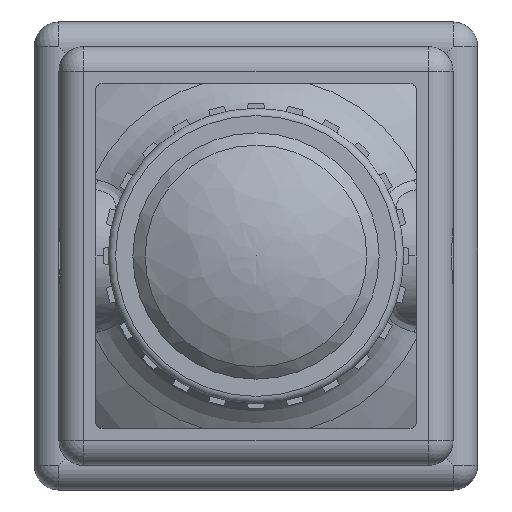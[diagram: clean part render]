
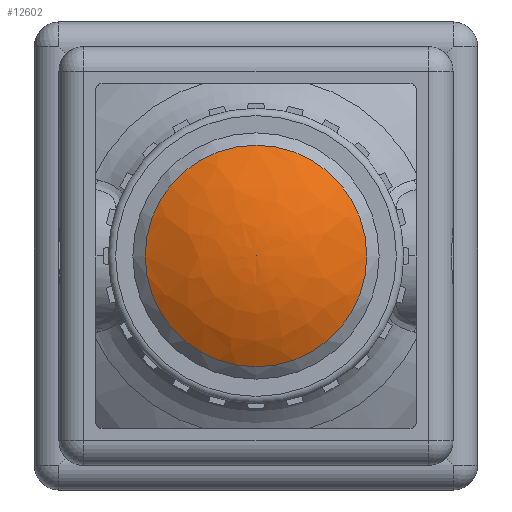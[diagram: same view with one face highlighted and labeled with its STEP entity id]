
A CAD part, front view. The second image highlights one B-rep face of the part: STEP entity #12602.
In plain terms, the highlighted free-form (B-spline) face has degree [2, 2] with [3, 9] control points.
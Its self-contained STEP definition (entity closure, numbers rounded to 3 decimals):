
#46=(
BOUNDED_SURFACE()
B_SPLINE_SURFACE(2,2,((#22559,#22560,#22561,#22562,#22563,#22564,#22565,
#22566,#22567),(#22568,#22569,#22570,#22571,#22572,#22573,#22574,#22575,
#22576),(#22577,#22578,#22579,#22580,#22581,#22582,#22583,#22584,#22585)),
 .UNSPECIFIED.,.F.,.T.,.F.)
B_SPLINE_SURFACE_WITH_KNOTS((3,3),(3,2,2,2,3),(-1.576,-1.036),
(-3.142,-1.571,0.,1.571,3.142),
 .UNSPECIFIED.)
GEOMETRIC_REPRESENTATION_ITEM()
RATIONAL_B_SPLINE_SURFACE(((1.,0.707,1.,0.707,1.,
0.707,1.,0.707,1.),(0.964,0.682,
0.964,0.682,0.964,0.682,
0.964,0.682,0.964),(1.,0.707,
1.,0.707,1.,0.707,1.,0.707,1.)))
REPRESENTATION_ITEM('')
SURFACE()
);
#3415=FACE_OUTER_BOUND('',#4220,.T.);
#4220=EDGE_LOOP('',(#10845,#10846,#10847));
#5084=CIRCLE('',#13968,4.497);
#5085=CIRCLE('',#13969,8.744);
#6045=VERTEX_POINT('',#22586);
#6046=VERTEX_POINT('',#22588);
#7701=EDGE_CURVE('',#6045,#6045,#5084,.T.);
#7702=EDGE_CURVE('',#6045,#6046,#5085,.T.);
#10845=ORIENTED_EDGE('',*,*,#7701,.F.);
#10846=ORIENTED_EDGE('',*,*,#7702,.T.);
#10847=ORIENTED_EDGE('',*,*,#7702,.F.);
#12602=ADVANCED_FACE('',(#3415),#46,.F.);
#13968=AXIS2_PLACEMENT_3D('',#22587,#17088,#17089);
#13969=AXIS2_PLACEMENT_3D('',#22589,#17090,#17091);
#17088=DIRECTION('center_axis',(0.,1.,0.));
#17089=DIRECTION('ref_axis',(1.,0.,0.));
#17090=DIRECTION('center_axis',(-1.,0.,0.));
#17091=DIRECTION('ref_axis',(0.,0.,-1.));
#22559=CARTESIAN_POINT('Ctrl Pts',(0.,-1.219,0.));
#22560=CARTESIAN_POINT('Ctrl Pts',(0.,-1.219,
0.));
#22561=CARTESIAN_POINT('Ctrl Pts',(0.,-1.219,
0.));
#22562=CARTESIAN_POINT('Ctrl Pts',(0.,-1.219,
0.));
#22563=CARTESIAN_POINT('Ctrl Pts',(0.,-1.219,0.));
#22564=CARTESIAN_POINT('Ctrl Pts',(0.,-1.219,
0.));
#22565=CARTESIAN_POINT('Ctrl Pts',(0.,-1.219,
0.));
#22566=CARTESIAN_POINT('Ctrl Pts',(0.,-1.219,
0.));
#22567=CARTESIAN_POINT('Ctrl Pts',(0.,-1.219,0.));
#22568=CARTESIAN_POINT('Ctrl Pts',(0.,-1.231,-2.417));
#22569=CARTESIAN_POINT('Ctrl Pts',(-2.417,-1.231,
-2.417));
#22570=CARTESIAN_POINT('Ctrl Pts',(-2.417,-1.231,
0.));
#22571=CARTESIAN_POINT('Ctrl Pts',(-2.417,-1.231,
2.417));
#22572=CARTESIAN_POINT('Ctrl Pts',(0.,-1.231,2.417));
#22573=CARTESIAN_POINT('Ctrl Pts',(2.417,-1.231,2.417));
#22574=CARTESIAN_POINT('Ctrl Pts',(2.417,-1.231,0.));
#22575=CARTESIAN_POINT('Ctrl Pts',(2.417,-1.231,-2.417));
#22576=CARTESIAN_POINT('Ctrl Pts',(0.,-1.231,-2.417));
#22577=CARTESIAN_POINT('Ctrl Pts',(0.,0.,-4.497));
#22578=CARTESIAN_POINT('Ctrl Pts',(-4.497,0.,
-4.497));
#22579=CARTESIAN_POINT('Ctrl Pts',(-4.497,0.,
0.));
#22580=CARTESIAN_POINT('Ctrl Pts',(-4.497,0.,
4.497));
#22581=CARTESIAN_POINT('Ctrl Pts',(0.,0.,4.497));
#22582=CARTESIAN_POINT('Ctrl Pts',(4.497,0.,
4.497));
#22583=CARTESIAN_POINT('Ctrl Pts',(4.497,0.,
0.));
#22584=CARTESIAN_POINT('Ctrl Pts',(4.497,0.,
-4.497));
#22585=CARTESIAN_POINT('Ctrl Pts',(0.,0.,-4.497));
#22586=CARTESIAN_POINT('',(0.,0.,
-4.497));
#22587=CARTESIAN_POINT('Origin',(0.,0.,0.));
#22588=CARTESIAN_POINT('',(0.,-1.219,0.));
#22589=CARTESIAN_POINT('Origin',(0.,7.525,
-0.045));
